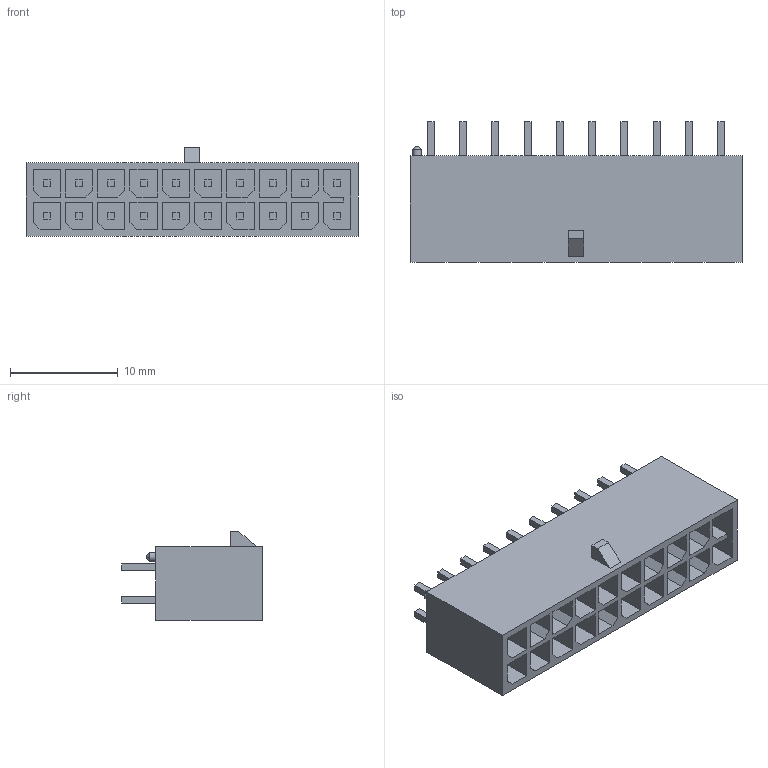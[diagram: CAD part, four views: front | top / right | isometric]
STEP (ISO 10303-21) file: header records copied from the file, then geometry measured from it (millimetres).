
FILE_DESCRIPTION(/* description */ (''),/* implementation_level */ '2;1');
FILE_NAME(/* name */ '2068322001wbm000_01_214.stp',/* time_stamp */ '2021-12-09T21:45:32+05:00',/* author */ (''),/* organization */ (''),/* preprocessor_version */ 'ST-DEVELOPER v16.7',/* originating_system */ 'SIEMENS PLM Software NX 1919',/* authorisation */ '');
FILE_SCHEMA (('AUTOMOTIVE_DESIGN { 1 0 10303 214 3 1 1 1 }'));
Length unit declared in the file: millimetre
Products named in the file (1): 2068322001wbm000_01
Bounding box: 30.85 x 13.09 x 8.26 mm (x, y, z)
Volume: 1335.5 mm3; surface area: 2845.7 mm2
Topology: 1 solids, 1 shells, 333 faces, 809 edges, 539 vertices
Faces by surface type: plane 331, cylinder 1, cone 1
Full cylindrical faces by diameter (mm): 0.83 x1
Entity records: 9552 total; most frequent: CARTESIAN_POINT 1680, ORIENTED_EDGE 1614, DIRECTION 1478, EDGE_CURVE 807, LINE 804, VECTOR 804, VERTEX_POINT 539, EDGE_LOOP 396
